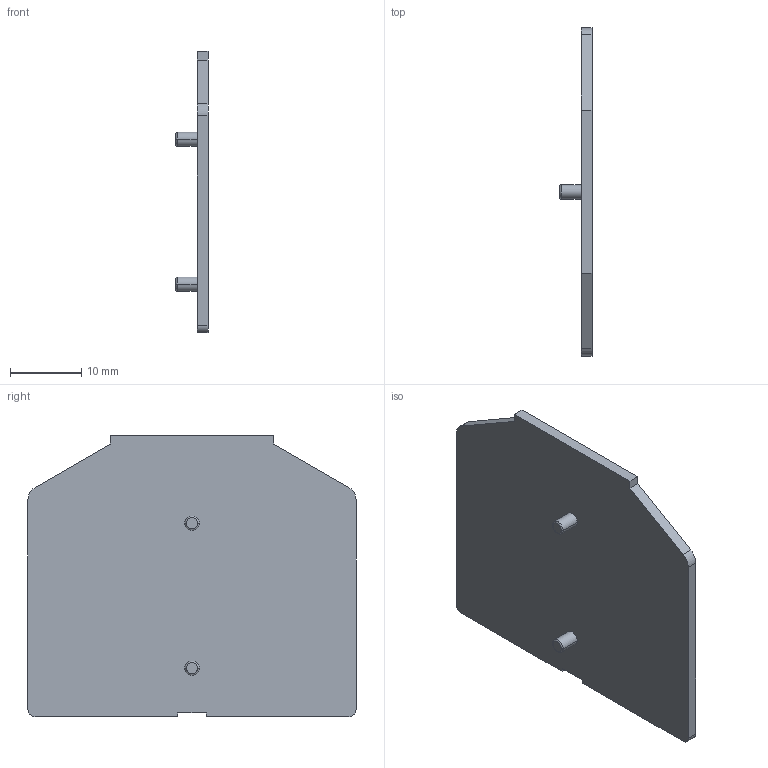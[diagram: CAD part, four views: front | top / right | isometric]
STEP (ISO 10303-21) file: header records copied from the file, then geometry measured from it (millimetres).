
FILE_DESCRIPTION(('CATIA V5 STEP Exchange','CAx-IF Rec.Pracs.--- Model Styling and Organization---1.4--- 2014-01-23'),'2;1');
FILE_NAME ('D1463455_0', '2020-07-22T11:21:57+00:00', ('none'), ('Weidmueller'), 'CATIA Version 5-6 Release 2016 SP3 HF44', 'CATIA V5 STEP AP214', 'none');
FILE_SCHEMA(('AUTOMOTIVE_DESIGN { 1 0 10303 214 1 1 1 1 }'));
Length unit declared in the file: millimetre
Products named in the file (1): 2615000000
Bounding box: 4.5 x 46 x 39.4 mm (x, y, z)
Volume: 2576 mm3; surface area: 3687.4 mm2
Topology: 1 solids, 1 shells, 28 faces, 68 edges, 44 vertices
Faces by surface type: plane 16, cylinder 8, torus 4
Entity records: 856 total; most frequent: CARTESIAN_POINT 141, ORIENTED_EDGE 136, DIRECTION 124, EDGE_CURVE 68, AXIS2_PLACEMENT_3D 53, VECTOR 44, LINE 44, VERTEX_POINT 44
